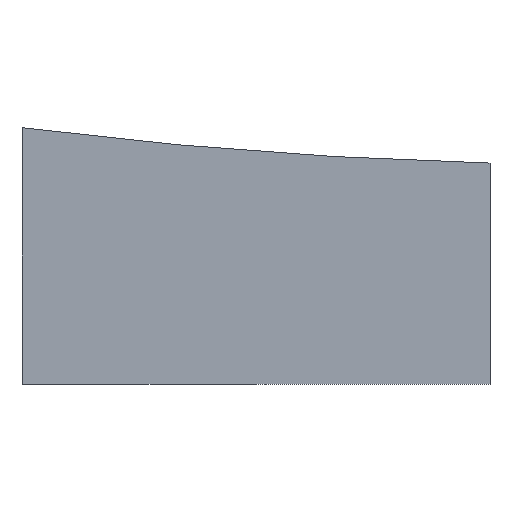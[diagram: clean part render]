
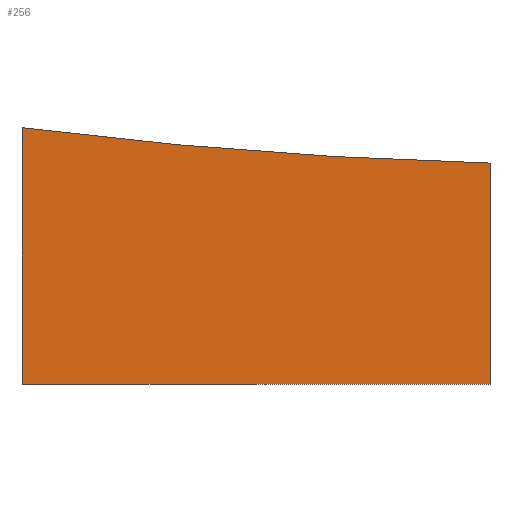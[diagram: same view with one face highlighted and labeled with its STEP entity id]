
A CAD part, front view. The second image highlights one B-rep face of the part: STEP entity #256.
In plain terms, the highlighted planar face has unit normal (0, -1, 0).
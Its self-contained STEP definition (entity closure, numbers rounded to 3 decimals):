
#4 = ORIENTED_EDGE ( 'NONE', *, *, #198, .T. ) ;
#5 = VECTOR ( 'NONE', #169, 1000. ) ;
#11 = CARTESIAN_POINT ( 'NONE',  ( 10., -12.5, -0.546 ) ) ;
#15 = CARTESIAN_POINT ( 'NONE',  ( 10., -12.5, 10. ) ) ;
#53 = DIRECTION ( 'NONE',  ( 1., 0., 0. ) ) ;
#54 = CARTESIAN_POINT ( 'NONE',  ( -10., -12.5, -10. ) ) ;
#55 = LINE ( 'NONE', #185, #91 ) ;
#58 = DIRECTION ( 'NONE',  ( -1., 0., 0. ) ) ;
#72 = ORIENTED_EDGE ( 'NONE', *, *, #191, .F. ) ;
#88 = VERTEX_POINT ( 'NONE', #11 ) ;
#91 = VECTOR ( 'NONE', #53, 1000. ) ;
#96 = CIRCLE ( 'NONE', #236, 199.609 ) ;
#99 = CARTESIAN_POINT ( 'NONE',  ( 15., -12.5, 199. ) ) ;
#102 = EDGE_CURVE ( 'NONE', #106, #245, #55, .T. ) ;
#103 = CARTESIAN_POINT ( 'NONE',  ( -10., -12.5, 10. ) ) ;
#105 = LINE ( 'NONE', #103, #137 ) ;
#106 = VERTEX_POINT ( 'NONE', #54 ) ;
#109 = ORIENTED_EDGE ( 'NONE', *, *, #225, .T. ) ;
#120 = PLANE ( 'NONE',  #125 ) ;
#124 = DIRECTION ( 'NONE',  ( 0., 1., 0. ) ) ;
#125 = AXIS2_PLACEMENT_3D ( 'NONE', #15, #172, #149 ) ;
#127 = VERTEX_POINT ( 'NONE', #183 ) ;
#137 = VECTOR ( 'NONE', #272, 1000. ) ;
#149 = DIRECTION ( 'NONE',  ( -1., 0., 0. ) ) ;
#154 = ORIENTED_EDGE ( 'NONE', *, *, #102, .T. ) ;
#158 = EDGE_LOOP ( 'NONE', ( #72, #4, #109, #154 ) ) ;
#168 = LINE ( 'NONE', #192, #5 ) ;
#169 = DIRECTION ( 'NONE',  ( 0., 0., -1. ) ) ;
#172 = DIRECTION ( 'NONE',  ( 0., 1., 0. ) ) ;
#183 = CARTESIAN_POINT ( 'NONE',  ( -10., -12.5, 0.963 ) ) ;
#185 = CARTESIAN_POINT ( 'NONE',  ( 10., -12.5, -10. ) ) ;
#191 = EDGE_CURVE ( 'NONE', #88, #245, #168, .T. ) ;
#192 = CARTESIAN_POINT ( 'NONE',  ( 10., -12.5, 10. ) ) ;
#198 = EDGE_CURVE ( 'NONE', #88, #127, #96, .T. ) ;
#212 = CARTESIAN_POINT ( 'NONE',  ( 10., -12.5, -10. ) ) ;
#225 = EDGE_CURVE ( 'NONE', #127, #106, #105, .T. ) ;
#236 = AXIS2_PLACEMENT_3D ( 'NONE', #99, #124, #58 ) ;
#245 = VERTEX_POINT ( 'NONE', #212 ) ;
#250 = FACE_OUTER_BOUND ( 'NONE', #158, .T. ) ;
#256 = ADVANCED_FACE ( 'NONE', ( #250 ), #120, .F. ) ;
#272 = DIRECTION ( 'NONE',  ( 0., 0., -1. ) ) ;
